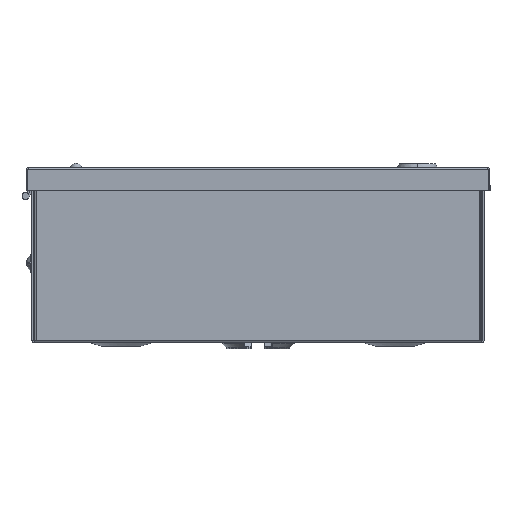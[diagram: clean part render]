
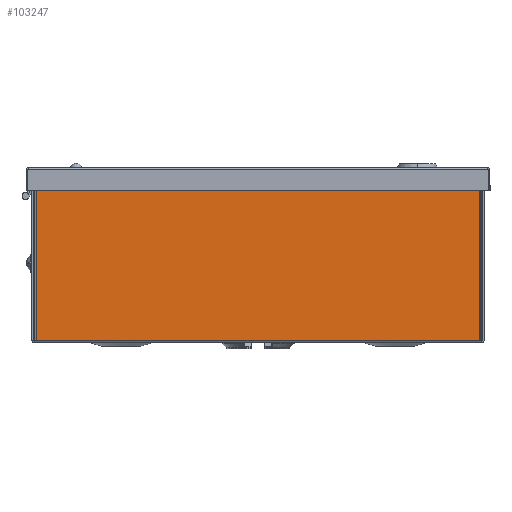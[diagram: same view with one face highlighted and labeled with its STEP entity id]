
A CAD part, front view. The second image highlights one B-rep face of the part: STEP entity #103247.
In plain terms, the highlighted planar face has unit normal (0, -1, 0).
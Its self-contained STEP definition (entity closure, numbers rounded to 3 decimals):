
#102 = CARTESIAN_POINT ( 'NONE',  ( -93.2, -129.5, 70.8 ) ) ;
#3174 = LINE ( 'NONE', #38487, #68435 ) ;
#4133 = DIRECTION ( 'NONE',  ( 0., 0., -1. ) ) ;
#11315 = DIRECTION ( 'NONE',  ( 0., 0., 1. ) ) ;
#11655 = DIRECTION ( 'NONE',  ( -1., 0., 0. ) ) ;
#11881 = CARTESIAN_POINT ( 'NONE',  ( 0., -129.5, 0. ) ) ;
#12481 = PLANE ( 'NONE',  #39611 ) ;
#17644 = VECTOR ( 'NONE', #11655, 1000. ) ;
#18820 = EDGE_CURVE ( 'NONE', #24112, #28294, #21463, .T. ) ;
#21463 = LINE ( 'NONE', #56745, #17644 ) ;
#24112 = VERTEX_POINT ( 'NONE', #43447 ) ;
#28294 = VERTEX_POINT ( 'NONE', #103884 ) ;
#36606 = CARTESIAN_POINT ( 'NONE',  ( 0., -129.5, 70.8 ) ) ;
#38487 = CARTESIAN_POINT ( 'NONE',  ( 93.2, -129.5, 0.1 ) ) ;
#39611 = AXIS2_PLACEMENT_3D ( 'NONE', #11881, #108951, #11315 ) ;
#43447 = CARTESIAN_POINT ( 'NONE',  ( 93.2, -129.5, 0.1 ) ) ;
#43573 = VECTOR ( 'NONE', #46400, 1000. ) ;
#44361 = VERTEX_POINT ( 'NONE', #49699 ) ;
#46400 = DIRECTION ( 'NONE',  ( -1., 0., 0. ) ) ;
#47716 = DIRECTION ( 'NONE',  ( 0., 0., 1. ) ) ;
#49699 = CARTESIAN_POINT ( 'NONE',  ( 93.2, -129.5, 70.8 ) ) ;
#50169 = VECTOR ( 'NONE', #4133, 1000. ) ;
#56745 = CARTESIAN_POINT ( 'NONE',  ( -94.1, -129.5, 0.1 ) ) ;
#61038 = EDGE_CURVE ( 'NONE', #24112, #44361, #3174, .T. ) ;
#62868 = ORIENTED_EDGE ( 'NONE', *, *, #61038, .T. ) ;
#63170 = LINE ( 'NONE', #36606, #43573 ) ;
#68435 = VECTOR ( 'NONE', #47716, 1000. ) ;
#70745 = EDGE_CURVE ( 'NONE', #44361, #106721, #63170, .T. ) ;
#71754 = EDGE_LOOP ( 'NONE', ( #62868, #108005, #105497, #88930 ) ) ;
#73686 = FACE_OUTER_BOUND ( 'NONE', #71754, .T. ) ;
#75766 = LINE ( 'NONE', #100659, #50169 ) ;
#88930 = ORIENTED_EDGE ( 'NONE', *, *, #18820, .F. ) ;
#93030 = EDGE_CURVE ( 'NONE', #106721, #28294, #75766, .T. ) ;
#100659 = CARTESIAN_POINT ( 'NONE',  ( -93.2, -129.5, 70.8 ) ) ;
#103247 = ADVANCED_FACE ( 'NONE', ( #73686 ), #12481, .F. ) ;
#103884 = CARTESIAN_POINT ( 'NONE',  ( -93.2, -129.5, 0.1 ) ) ;
#105497 = ORIENTED_EDGE ( 'NONE', *, *, #93030, .T. ) ;
#106721 = VERTEX_POINT ( 'NONE', #102 ) ;
#108005 = ORIENTED_EDGE ( 'NONE', *, *, #70745, .T. ) ;
#108951 = DIRECTION ( 'NONE',  ( 0., 1., 0. ) ) ;
